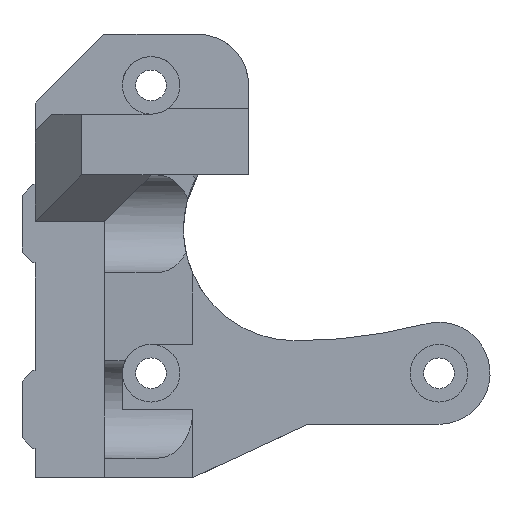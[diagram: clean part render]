
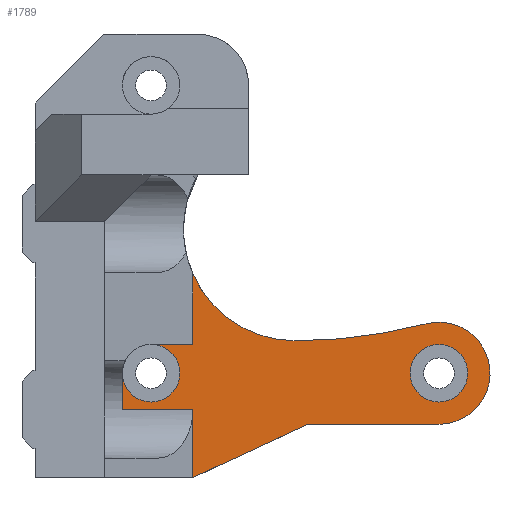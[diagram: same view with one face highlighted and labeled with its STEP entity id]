
A CAD part, front view. The second image highlights one B-rep face of the part: STEP entity #1789.
In plain terms, the highlighted planar face has unit normal (0, -1, 0).
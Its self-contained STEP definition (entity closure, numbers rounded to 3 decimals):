
#27=FACE_BOUND('',#694,.T.);
#60=PLANE('',#1939);
#133=LINE('',#2600,#337);
#180=LINE('',#2731,#384);
#181=LINE('',#2737,#385);
#187=LINE('',#2750,#391);
#201=LINE('',#2795,#405);
#210=LINE('',#2814,#414);
#215=LINE('',#2826,#419);
#337=VECTOR('',#2070,10.);
#384=VECTOR('',#2169,10.);
#385=VECTOR('',#2174,10.);
#391=VECTOR('',#2186,10.);
#405=VECTOR('',#2228,10.);
#414=VECTOR('',#2245,10.);
#419=VECTOR('',#2260,10.);
#584=FACE_OUTER_BOUND('',#693,.T.);
#693=EDGE_LOOP('',(#1447,#1448,#1449,#1450,#1451,#1452,#1453,#1454,#1455,
#1456,#1457));
#694=EDGE_LOOP('',(#1458));
#765=CIRCLE('',#1878,12.);
#786=CIRCLE('',#1940,3.1);
#787=CIRCLE('',#1941,5.5);
#788=CIRCLE('',#1942,55.563);
#789=CIRCLE('',#1943,3.1);
#813=VERTEX_POINT('',#2547);
#814=VERTEX_POINT('',#2549);
#834=VERTEX_POINT('',#2597);
#835=VERTEX_POINT('',#2599);
#883=VERTEX_POINT('',#2727);
#884=VERTEX_POINT('',#2729);
#885=VERTEX_POINT('',#2733);
#887=VERTEX_POINT('',#2736);
#902=VERTEX_POINT('',#2793);
#910=VERTEX_POINT('',#2825);
#911=VERTEX_POINT('',#2827);
#912=VERTEX_POINT('',#2830);
#983=EDGE_CURVE('',#814,#813,#765,.T.);
#1007=EDGE_CURVE('',#835,#834,#133,.T.);
#1070=EDGE_CURVE('',#884,#883,#180,.T.);
#1072=EDGE_CURVE('',#885,#887,#181,.T.);
#1079=EDGE_CURVE('',#813,#883,#187,.T.);
#1101=EDGE_CURVE('',#902,#885,#201,.T.);
#1111=EDGE_CURVE('',#902,#835,#210,.T.);
#1116=EDGE_CURVE('',#887,#884,#786,.T.);
#1117=EDGE_CURVE('',#834,#910,#215,.T.);
#1118=EDGE_CURVE('',#911,#910,#787,.T.);
#1119=EDGE_CURVE('',#911,#814,#788,.T.);
#1120=EDGE_CURVE('',#912,#912,#789,.T.);
#1447=ORIENTED_EDGE('',*,*,#1079,.T.);
#1448=ORIENTED_EDGE('',*,*,#1070,.F.);
#1449=ORIENTED_EDGE('',*,*,#1116,.F.);
#1450=ORIENTED_EDGE('',*,*,#1072,.F.);
#1451=ORIENTED_EDGE('',*,*,#1101,.F.);
#1452=ORIENTED_EDGE('',*,*,#1111,.T.);
#1453=ORIENTED_EDGE('',*,*,#1007,.T.);
#1454=ORIENTED_EDGE('',*,*,#1117,.T.);
#1455=ORIENTED_EDGE('',*,*,#1118,.F.);
#1456=ORIENTED_EDGE('',*,*,#1119,.T.);
#1457=ORIENTED_EDGE('',*,*,#983,.T.);
#1458=ORIENTED_EDGE('',*,*,#1120,.F.);
#1789=ADVANCED_FACE('',(#584,#27),#60,.F.);
#1878=AXIS2_PLACEMENT_3D('',#2550,#2032,#2033);
#1939=AXIS2_PLACEMENT_3D('',#2823,#2256,#2257);
#1940=AXIS2_PLACEMENT_3D('',#2824,#2258,#2259);
#1941=AXIS2_PLACEMENT_3D('',#2828,#2261,#2262);
#1942=AXIS2_PLACEMENT_3D('',#2829,#2263,#2264);
#1943=AXIS2_PLACEMENT_3D('',#2831,#2265,#2266);
#2032=DIRECTION('center_axis',(0.,1.,0.));
#2033=DIRECTION('ref_axis',(0.,0.,-1.));
#2070=DIRECTION('',(0.906,0.,0.423));
#2169=DIRECTION('',(1.,0.,0.));
#2174=DIRECTION('',(0.,0.,1.));
#2186=DIRECTION('',(0.,0.,-1.));
#2228=DIRECTION('',(-1.,0.,0.));
#2245=DIRECTION('',(0.,0.,-1.));
#2256=DIRECTION('center_axis',(0.,1.,0.));
#2257=DIRECTION('ref_axis',(1.,0.,0.));
#2258=DIRECTION('center_axis',(0.,-1.,0.));
#2259=DIRECTION('ref_axis',(1.,0.,0.));
#2260=DIRECTION('',(1.,0.,0.));
#2261=DIRECTION('center_axis',(0.,1.,0.));
#2262=DIRECTION('ref_axis',(-0.254,0.,0.967));
#2263=DIRECTION('center_axis',(0.,1.,0.));
#2264=DIRECTION('ref_axis',(0.254,0.,-0.967));
#2265=DIRECTION('center_axis',(0.,-1.,0.));
#2266=DIRECTION('ref_axis',(1.,0.,0.));
#2547=CARTESIAN_POINT('',(4.5,0.,10.704));
#2549=CARTESIAN_POINT('',(15.5,0.,3.5));
#2550=CARTESIAN_POINT('Origin',(15.5,0.,15.5));
#2597=CARTESIAN_POINT('',(16.831,0.,-5.5));
#2599=CARTESIAN_POINT('',(4.5,0.,-11.25));
#2600=CARTESIAN_POINT('',(4.5,0.,-11.25));
#2727=CARTESIAN_POINT('',(4.5,0.,3.1));
#2729=CARTESIAN_POINT('',(0.,0.,3.1));
#2731=CARTESIAN_POINT('',(0.,0.,3.1));
#2733=CARTESIAN_POINT('',(-3.1,0.,-3.9));
#2736=CARTESIAN_POINT('',(-3.1,0.,0.));
#2737=CARTESIAN_POINT('',(-3.1,0.,-3.9));
#2750=CARTESIAN_POINT('',(4.5,0.,16.988));
#2793=CARTESIAN_POINT('',(4.5,0.,-3.9));
#2795=CARTESIAN_POINT('',(-5.,0.,-3.9));
#2814=CARTESIAN_POINT('',(4.5,0.,16.988));
#2823=CARTESIAN_POINT('Origin',(11.3,0.,12.625));
#2824=CARTESIAN_POINT('Origin',(0.,0.,0.));
#2825=CARTESIAN_POINT('',(31.,0.,-5.5));
#2826=CARTESIAN_POINT('',(16.831,0.,-5.5));
#2827=CARTESIAN_POINT('',(29.604,0.,5.32));
#2828=CARTESIAN_POINT('Origin',(31.,0.,0.));
#2829=CARTESIAN_POINT('Origin',(15.5,0.,59.063));
#2830=CARTESIAN_POINT('',(27.9,0.,0.));
#2831=CARTESIAN_POINT('Origin',(31.,0.,0.));
